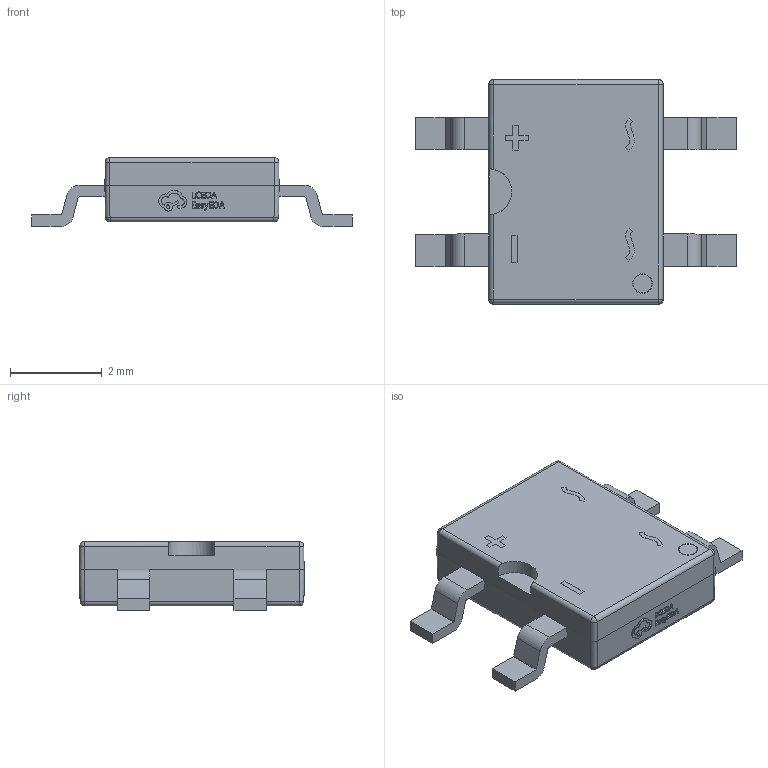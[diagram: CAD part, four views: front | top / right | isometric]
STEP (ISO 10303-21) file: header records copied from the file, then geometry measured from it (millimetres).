
FILE_DESCRIPTION (( 'STEP AP214' ), '1' );
FILE_NAME ('DIO-BG-SMD_4P-L4.9-W4.0-P2.54-LS7.0-BR.STEP', '2023-04-20T15:00:23', ( '' ), ( '' ), 'SwSTEP 2.0', 'SolidWorks 2020', '' );
FILE_SCHEMA (( 'AUTOMOTIVE_DESIGN' ));
Length unit declared in the file: millimetre
Products named in the file (1): DIO-BG-SMD_4P-L4.9-W4.0-P2.54-LS7.0-BR
Bounding box: 7 x 4.91 x 1.5 mm (x, y, z)
Volume: 27.1 mm3; surface area: 75.2 mm2
Topology: 1 solids, 1 shells, 344 faces, 914 edges, 596 vertices
Faces by surface type: plane 198, bspline 102, cylinder 34, sphere 8, torus 2
Entity records: 14974 total; most frequent: CARTESIAN_POINT 3293, ORIENTED_EDGE 1828, DIRECTION 1248, EDGE_CURVE 914, VECTOR 634, LINE 634, VERTEX_POINT 596, EDGE_LOOP 368
